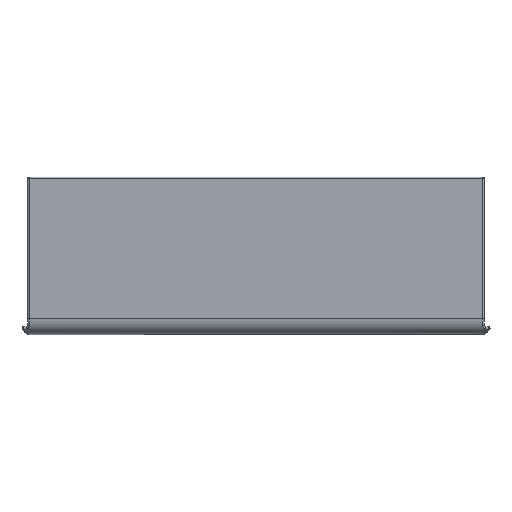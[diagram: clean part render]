
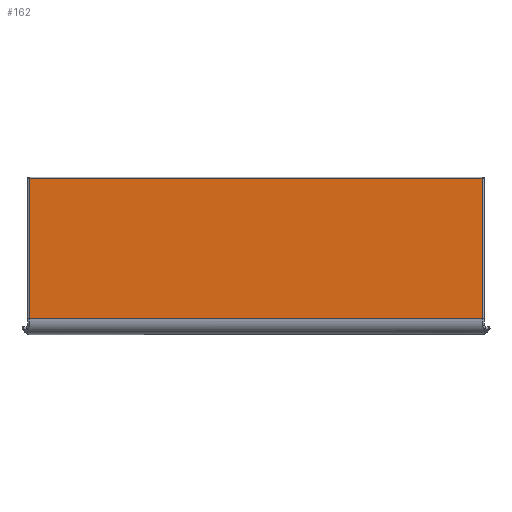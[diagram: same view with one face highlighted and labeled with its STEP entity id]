
A CAD part, top view. The second image highlights one B-rep face of the part: STEP entity #162.
In plain terms, the highlighted planar face has unit normal (0, 0, 1).
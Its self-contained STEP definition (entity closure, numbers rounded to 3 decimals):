
#9 = LINE ( 'NONE', #2254, #2542 ) ;
#162 = ADVANCED_FACE ( 'NONE', ( #4074 ), #3479, .T. ) ;
#305 = EDGE_CURVE ( 'NONE', #3102, #4068, #9, .T. ) ;
#491 = LINE ( 'NONE', #515, #2271 ) ;
#515 = CARTESIAN_POINT ( 'NONE',  ( -67.417, 2., 0. ) ) ;
#532 = CARTESIAN_POINT ( 'NONE',  ( -67.417, 0., 0. ) ) ;
#571 = DIRECTION ( 'NONE',  ( 0., 1., 0. ) ) ;
#573 = CARTESIAN_POINT ( 'NONE',  ( -67.417, 19.8, 0. ) ) ;
#721 = CARTESIAN_POINT ( 'NONE',  ( -28.8, 19.8, 0. ) ) ;
#910 = CARTESIAN_POINT ( 'NONE',  ( -28.8, 2., 0. ) ) ;
#1159 = LINE ( 'NONE', #573, #1711 ) ;
#1446 = ORIENTED_EDGE ( 'NONE', *, *, #3686, .T. ) ;
#1711 = VECTOR ( 'NONE', #3477, 1000. ) ;
#1912 = DIRECTION ( 'NONE',  ( 0., -1., 0. ) ) ;
#2254 = CARTESIAN_POINT ( 'NONE',  ( -28.8, 0., 0. ) ) ;
#2271 = VECTOR ( 'NONE', #3801, 1000. ) ;
#2440 = EDGE_LOOP ( 'NONE', ( #3139, #1446, #3228, #3747 ) ) ;
#2542 = VECTOR ( 'NONE', #1912, 1000. ) ;
#2762 = EDGE_CURVE ( 'NONE', #4068, #3309, #491, .T. ) ;
#2804 = DIRECTION ( 'NONE',  ( 0., -1., 0. ) ) ;
#2981 = CARTESIAN_POINT ( 'NONE',  ( 28.8, 19.8, 0. ) ) ;
#3102 = VERTEX_POINT ( 'NONE', #721 ) ;
#3118 = DIRECTION ( 'NONE',  ( 0., 0., 1. ) ) ;
#3139 = ORIENTED_EDGE ( 'NONE', *, *, #2762, .T. ) ;
#3199 = CARTESIAN_POINT ( 'NONE',  ( 28.8, 2., 0. ) ) ;
#3228 = ORIENTED_EDGE ( 'NONE', *, *, #3229, .T. ) ;
#3229 = EDGE_CURVE ( 'NONE', #3508, #3102, #1159, .T. ) ;
#3309 = VERTEX_POINT ( 'NONE', #3199 ) ;
#3477 = DIRECTION ( 'NONE',  ( -1., 0., 0. ) ) ;
#3479 = PLANE ( 'NONE',  #3997 ) ;
#3508 = VERTEX_POINT ( 'NONE', #2981 ) ;
#3554 = LINE ( 'NONE', #3792, #3865 ) ;
#3686 = EDGE_CURVE ( 'NONE', #3309, #3508, #3554, .T. ) ;
#3747 = ORIENTED_EDGE ( 'NONE', *, *, #305, .T. ) ;
#3792 = CARTESIAN_POINT ( 'NONE',  ( 28.8, 0., 0. ) ) ;
#3801 = DIRECTION ( 'NONE',  ( 1., 0., 0. ) ) ;
#3865 = VECTOR ( 'NONE', #571, 1000. ) ;
#3997 = AXIS2_PLACEMENT_3D ( 'NONE', #532, #3118, #2804 ) ;
#4068 = VERTEX_POINT ( 'NONE', #910 ) ;
#4074 = FACE_OUTER_BOUND ( 'NONE', #2440, .T. ) ;
